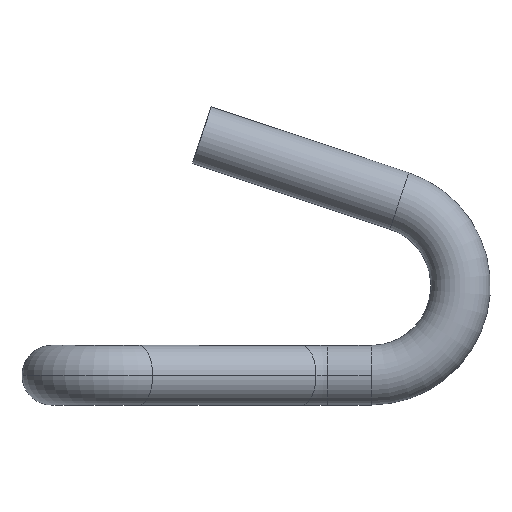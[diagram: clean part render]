
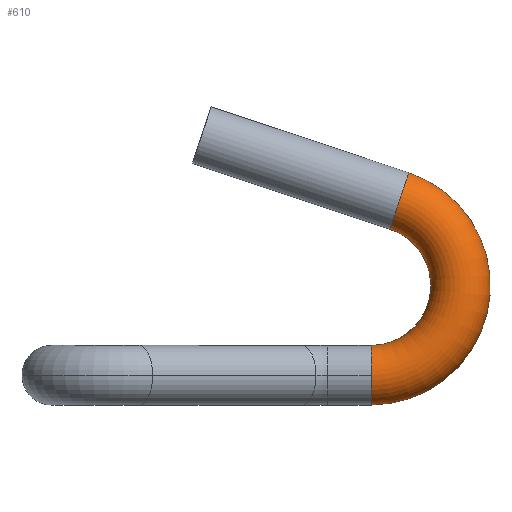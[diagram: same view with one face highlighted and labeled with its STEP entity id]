
A CAD part, left-side view. The second image highlights one B-rep face of the part: STEP entity #610.
In plain terms, the highlighted toroidal (fillet/blend) face has major radius 10.5 mm and minor radius 3.5 mm.
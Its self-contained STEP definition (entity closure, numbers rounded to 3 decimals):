
#102 = FACE_OUTER_BOUND ( 'NONE', #390, .T. ) ;
#109 = AXIS2_PLACEMENT_3D ( 'NONE', #253, #254, #255 ) ;
#177 = VERTEX_POINT ( 'NONE', #807 ) ;
#182 = ORIENTED_EDGE ( 'NONE', *, *, #544, .T. ) ;
#183 = ORIENTED_EDGE ( 'NONE', *, *, #557, .F. ) ;
#186 = ORIENTED_EDGE ( 'NONE', *, *, #559, .T. ) ;
#208 = VERTEX_POINT ( 'NONE', #820 ) ;
#209 = VERTEX_POINT ( 'NONE', #821 ) ;
#211 = VERTEX_POINT ( 'NONE', #823 ) ;
#213 = VERTEX_POINT ( 'NONE', #825 ) ;
#245 = AXIS2_PLACEMENT_3D ( 'NONE', #479, #480, #481 ) ;
#253 = CARTESIAN_POINT ( 'NONE',  ( -4.5, -37.5, 10.5 ) ) ;
#254 = DIRECTION ( 'NONE',  ( 1., 0., 0. ) ) ;
#255 = DIRECTION ( 'NONE',  ( 0., 0., -1. ) ) ;
#309 = AXIS2_PLACEMENT_3D ( 'NONE', #658, #659, #660 ) ;
#311 = AXIS2_PLACEMENT_3D ( 'NONE', #703, #704, #705 ) ;
#313 = AXIS2_PLACEMENT_3D ( 'NONE', #655, #656, #657 ) ;
#327 = AXIS2_PLACEMENT_3D ( 'NONE', #697, #698, #699 ) ;
#390 = EDGE_LOOP ( 'NONE', ( #409, #186, #182, #756, #183 ) ) ;
#409 = ORIENTED_EDGE ( 'NONE', *, *, #543, .F. ) ;
#479 = CARTESIAN_POINT ( 'NONE',  ( -4.5, -37.5, 0. ) ) ;
#480 = DIRECTION ( 'NONE',  ( 0., 1., 0. ) ) ;
#481 = DIRECTION ( 'NONE',  ( 0., 0., -1. ) ) ;
#486 = TOROIDAL_SURFACE ( 'NONE', #109, 10.5, 3.5 ) ;
#506 = CIRCLE ( 'NONE', #245, 3.5 ) ;
#521 = CIRCLE ( 'NONE', #311, 3.5 ) ;
#523 = CIRCLE ( 'NONE', #327, 3.5 ) ;
#536 = CIRCLE ( 'NONE', #309, 7. ) ;
#538 = CIRCLE ( 'NONE', #313, 14. ) ;
#543 = EDGE_CURVE ( 'NONE', #209, #211, #538, .T. ) ;
#544 = EDGE_CURVE ( 'NONE', #208, #213, #536, .T. ) ;
#557 = EDGE_CURVE ( 'NONE', #211, #177, #523, .T. ) ;
#559 = EDGE_CURVE ( 'NONE', #209, #208, #521, .T. ) ;
#583 = EDGE_CURVE ( 'NONE', #177, #213, #506, .T. ) ;
#610 = ADVANCED_FACE ( 'NONE', ( #102 ), #486, .T. ) ;
#655 = CARTESIAN_POINT ( 'NONE',  ( -4.5, -37.5, 10.5 ) ) ;
#656 = DIRECTION ( 'NONE',  ( 1., 0., 0. ) ) ;
#657 = DIRECTION ( 'NONE',  ( 0., 0., -1. ) ) ;
#658 = CARTESIAN_POINT ( 'NONE',  ( -4.5, -37.5, 10.5 ) ) ;
#659 = DIRECTION ( 'NONE',  ( 1., 0., 0. ) ) ;
#660 = DIRECTION ( 'NONE',  ( 0., 0., -1. ) ) ;
#697 = CARTESIAN_POINT ( 'NONE',  ( -4.5, -37.5, 0. ) ) ;
#698 = DIRECTION ( 'NONE',  ( 0., 1., 0. ) ) ;
#699 = DIRECTION ( 'NONE',  ( 0., 0., -1. ) ) ;
#703 = CARTESIAN_POINT ( 'NONE',  ( -4.5, -40.812, 20.464 ) ) ;
#704 = DIRECTION ( 'NONE',  ( 0., -0.949, -0.315 ) ) ;
#705 = DIRECTION ( 'NONE',  ( -1., 0., 0. ) ) ;
#756 = ORIENTED_EDGE ( 'NONE', *, *, #583, .F. ) ;
#807 = CARTESIAN_POINT ( 'NONE',  ( -8., -37.5, 0. ) ) ;
#820 = CARTESIAN_POINT ( 'NONE',  ( -4.5, -39.708, 17.143 ) ) ;
#821 = CARTESIAN_POINT ( 'NONE',  ( -4.5, -41.916, 23.785 ) ) ;
#823 = CARTESIAN_POINT ( 'NONE',  ( -4.5, -37.5, -3.5 ) ) ;
#825 = CARTESIAN_POINT ( 'NONE',  ( -4.5, -37.5, 3.5 ) ) ;
